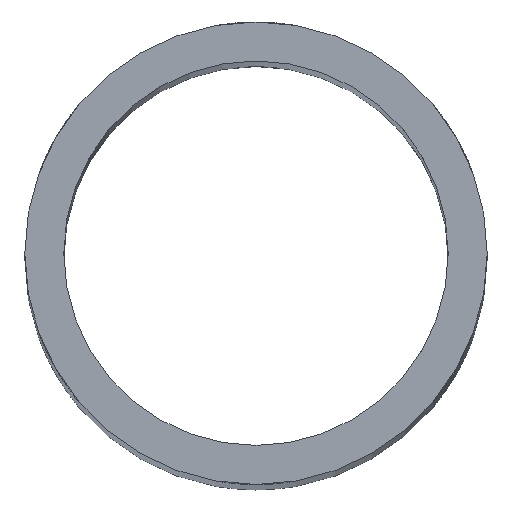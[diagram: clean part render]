
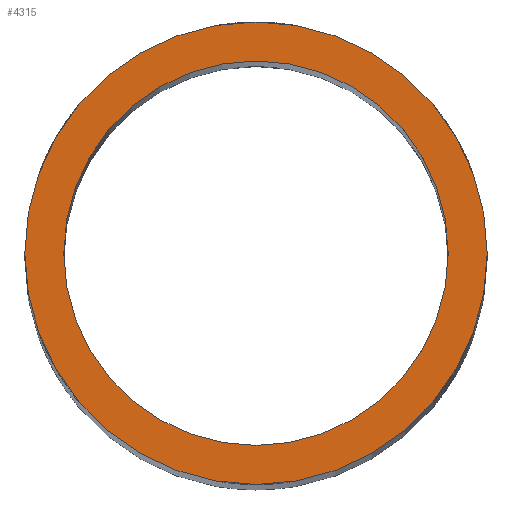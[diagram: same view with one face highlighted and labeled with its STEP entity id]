
A CAD part, top view. The second image highlights one B-rep face of the part: STEP entity #4315.
In plain terms, the highlighted planar face has unit normal (0, 0, 1).
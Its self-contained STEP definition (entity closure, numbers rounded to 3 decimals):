
#107 = CARTESIAN_POINT ( 'NONE',  ( 17.54, 0., 290.2 ) ) ;
#392 = DIRECTION ( 'NONE',  ( 1., 0., 0. ) ) ;
#804 = EDGE_CURVE ( 'NONE', #947, #4421, #1226, .T. ) ;
#947 = VERTEX_POINT ( 'NONE', #9357 ) ;
#1226 = CIRCLE ( 'NONE', #10655, 21.1 ) ;
#1526 = PLANE ( 'NONE',  #3955 ) ;
#1681 = CARTESIAN_POINT ( 'NONE',  ( 0., 0., 290.2 ) ) ;
#1979 = EDGE_LOOP ( 'NONE', ( #9092, #9796 ) ) ;
#2133 = CIRCLE ( 'NONE', #8970, 17.54 ) ;
#3019 = DIRECTION ( 'NONE',  ( 1., 0., 0. ) ) ;
#3210 = DIRECTION ( 'NONE',  ( 0., 0., 1. ) ) ;
#3687 = DIRECTION ( 'NONE',  ( 0., 0., 1. ) ) ;
#3955 = AXIS2_PLACEMENT_3D ( 'NONE', #5238, #9194, #7242 ) ;
#4085 = CARTESIAN_POINT ( 'NONE',  ( 0., 0., 290.2 ) ) ;
#4315 = ADVANCED_FACE ( 'NONE', ( #4481, #5363 ), #1526, .T. ) ;
#4421 = VERTEX_POINT ( 'NONE', #10273 ) ;
#4481 = FACE_OUTER_BOUND ( 'NONE', #1979, .T. ) ;
#4633 = DIRECTION ( 'NONE',  ( 1., 0., 0. ) ) ;
#4856 = DIRECTION ( 'NONE',  ( 0., 0., 1. ) ) ;
#5098 = DIRECTION ( 'NONE',  ( 0., 0., 1. ) ) ;
#5238 = CARTESIAN_POINT ( 'NONE',  ( 0., 0., 290.2 ) ) ;
#5363 = FACE_BOUND ( 'NONE', #9525, .T. ) ;
#5445 = CIRCLE ( 'NONE', #10266, 21.1 ) ;
#5750 = AXIS2_PLACEMENT_3D ( 'NONE', #4085, #5098, #392 ) ;
#6339 = CARTESIAN_POINT ( 'NONE',  ( 0., 0., 290.2 ) ) ;
#6400 = EDGE_CURVE ( 'NONE', #4421, #947, #5445, .T. ) ;
#7242 = DIRECTION ( 'NONE',  ( 1., 0., 0. ) ) ;
#7607 = EDGE_CURVE ( 'NONE', #11636, #9701, #2133, .T. ) ;
#7676 = DIRECTION ( 'NONE',  ( 1., 0., 0. ) ) ;
#8515 = CARTESIAN_POINT ( 'NONE',  ( -17.54, 0., 290.2 ) ) ;
#8970 = AXIS2_PLACEMENT_3D ( 'NONE', #6339, #3210, #3019 ) ;
#9092 = ORIENTED_EDGE ( 'NONE', *, *, #6400, .T. ) ;
#9121 = ORIENTED_EDGE ( 'NONE', *, *, #12169, .F. ) ;
#9194 = DIRECTION ( 'NONE',  ( 0., 0., 1. ) ) ;
#9357 = CARTESIAN_POINT ( 'NONE',  ( 21.1, 0., 290.2 ) ) ;
#9511 = CARTESIAN_POINT ( 'NONE',  ( 0., 0., 290.2 ) ) ;
#9525 = EDGE_LOOP ( 'NONE', ( #10210, #9121 ) ) ;
#9701 = VERTEX_POINT ( 'NONE', #107 ) ;
#9796 = ORIENTED_EDGE ( 'NONE', *, *, #804, .T. ) ;
#10210 = ORIENTED_EDGE ( 'NONE', *, *, #7607, .F. ) ;
#10266 = AXIS2_PLACEMENT_3D ( 'NONE', #9511, #4856, #7676 ) ;
#10273 = CARTESIAN_POINT ( 'NONE',  ( -21.1, 0., 290.2 ) ) ;
#10655 = AXIS2_PLACEMENT_3D ( 'NONE', #1681, #3687, #4633 ) ;
#11173 = CIRCLE ( 'NONE', #5750, 17.54 ) ;
#11636 = VERTEX_POINT ( 'NONE', #8515 ) ;
#12169 = EDGE_CURVE ( 'NONE', #9701, #11636, #11173, .T. ) ;
